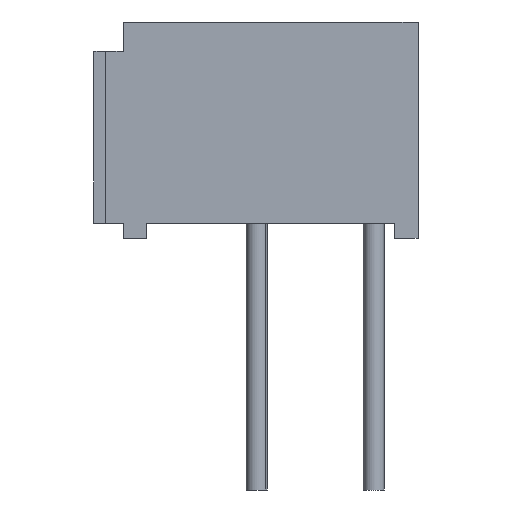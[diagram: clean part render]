
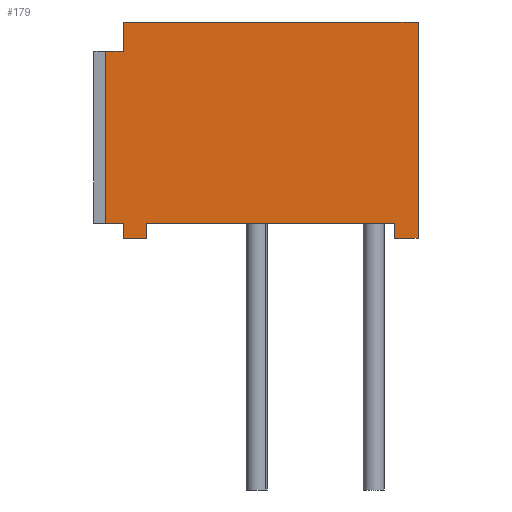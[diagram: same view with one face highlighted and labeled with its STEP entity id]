
A CAD part, left-side view. The second image highlights one B-rep face of the part: STEP entity #179.
In plain terms, the highlighted planar face has unit normal (-1, 0, 0).
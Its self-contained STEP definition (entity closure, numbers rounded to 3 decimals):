
#179=ADVANCED_FACE('',(#827),#828,.F.);
#827=FACE_OUTER_BOUND('',#2024,.T.);
#828=PLANE('',#2025);
#2024=EDGE_LOOP('',(#3890,#3891,#3892,#3893,#3894,#3895,#3896,#3897,#3898,#3899,#3900,#3901));
#2025=AXIS2_PLACEMENT_3D('',#3902,#3903,#3904);
#3890=ORIENTED_EDGE('',*,*,#8654,.T.);
#3891=ORIENTED_EDGE('',*,*,#8655,.T.);
#3892=ORIENTED_EDGE('',*,*,#8656,.T.);
#3893=ORIENTED_EDGE('',*,*,#8657,.T.);
#3894=ORIENTED_EDGE('',*,*,#8658,.T.);
#3895=ORIENTED_EDGE('',*,*,#8659,.T.);
#3896=ORIENTED_EDGE('',*,*,#8660,.T.);
#3897=ORIENTED_EDGE('',*,*,#8661,.T.);
#3898=ORIENTED_EDGE('',*,*,#8662,.T.);
#3899=ORIENTED_EDGE('',*,*,#8663,.T.);
#3900=ORIENTED_EDGE('',*,*,#8341,.F.);
#3901=ORIENTED_EDGE('',*,*,#8653,.F.);
#3902=CARTESIAN_POINT('',(-3.353,0.191,0.495));
#3903=DIRECTION('',(1.0,0.0,0.0));
#3904=DIRECTION('',(0.0,1.0,-0.0));
#8341=EDGE_CURVE('',#10266,#10267,#10268,.T.);
#8653=EDGE_CURVE('',#10875,#10266,#10877,.T.);
#8654=EDGE_CURVE('',#10875,#10878,#10879,.T.);
#8655=EDGE_CURVE('',#10878,#10880,#10881,.T.);
#8656=EDGE_CURVE('',#10880,#10882,#10883,.T.);
#8657=EDGE_CURVE('',#10882,#10884,#10885,.T.);
#8658=EDGE_CURVE('',#10884,#10886,#10887,.T.);
#8659=EDGE_CURVE('',#10886,#10888,#10889,.T.);
#8660=EDGE_CURVE('',#10888,#10890,#10891,.T.);
#8661=EDGE_CURVE('',#10890,#10892,#10893,.T.);
#8662=EDGE_CURVE('',#10892,#10894,#10895,.T.);
#8663=EDGE_CURVE('',#10894,#10267,#10896,.T.);
#10266=VERTEX_POINT('',#13334);
#10267=VERTEX_POINT('',#13335);
#10268=LINE('',#13336,#13337);
#10875=VERTEX_POINT('',#14228);
#10877=LINE('',#14231,#14232);
#10878=VERTEX_POINT('',#14233);
#10879=LINE('',#14234,#14235);
#10880=VERTEX_POINT('',#14236);
#10881=LINE('',#14237,#14238);
#10882=VERTEX_POINT('',#14239);
#10883=LINE('',#14240,#14241);
#10884=VERTEX_POINT('',#14242);
#10885=LINE('',#14243,#14244);
#10886=VERTEX_POINT('',#14245);
#10887=LINE('',#14246,#14247);
#10888=VERTEX_POINT('',#14248);
#10889=LINE('',#14249,#14250);
#10890=VERTEX_POINT('',#14251);
#10891=LINE('',#14252,#14253);
#10892=VERTEX_POINT('',#14254);
#10893=LINE('',#14255,#14256);
#10894=VERTEX_POINT('',#14257);
#10895=LINE('',#14258,#14259);
#10896=LINE('',#14260,#14261);
#13334=CARTESIAN_POINT('',(-3.353,3.2,2.845));
#13335=CARTESIAN_POINT('',(-3.353,-3.2,2.845));
#13336=CARTESIAN_POINT('',(-3.353,3.2,2.845));
#13337=VECTOR('',#17472,6.401);
#14228=CARTESIAN_POINT('',(-3.353,3.2,2.21));
#14231=CARTESIAN_POINT('',(-3.353,3.2,2.21));
#14232=VECTOR('',#17836,0.635);
#14233=CARTESIAN_POINT('',(-3.353,3.581,2.21));
#14234=CARTESIAN_POINT('',(-3.353,3.2,2.21));
#14235=VECTOR('',#17837,0.381);
#14236=CARTESIAN_POINT('',(-3.353,3.581,-1.524));
#14237=CARTESIAN_POINT('',(-3.353,3.581,2.21));
#14238=VECTOR('',#17838,3.734);
#14239=CARTESIAN_POINT('',(-3.353,3.2,-1.524));
#14240=CARTESIAN_POINT('',(-3.353,3.581,-1.524));
#14241=VECTOR('',#17839,0.381);
#14242=CARTESIAN_POINT('',(-3.353,3.2,-1.854));
#14243=CARTESIAN_POINT('',(-3.353,3.2,-1.524));
#14244=VECTOR('',#17840,0.33);
#14245=CARTESIAN_POINT('',(-3.353,2.692,-1.854));
#14246=CARTESIAN_POINT('',(-3.353,3.2,-1.854));
#14247=VECTOR('',#17841,0.508);
#14248=CARTESIAN_POINT('',(-3.353,2.692,-1.524));
#14249=CARTESIAN_POINT('',(-3.353,2.692,-1.854));
#14250=VECTOR('',#17842,0.33);
#14251=CARTESIAN_POINT('',(-3.353,-2.692,-1.524));
#14252=CARTESIAN_POINT('',(-3.353,2.692,-1.524));
#14253=VECTOR('',#17843,5.385);
#14254=CARTESIAN_POINT('',(-3.353,-2.692,-1.854));
#14255=CARTESIAN_POINT('',(-3.353,-2.692,-1.524));
#14256=VECTOR('',#17844,0.33);
#14257=CARTESIAN_POINT('',(-3.353,-3.2,-1.854));
#14258=CARTESIAN_POINT('',(-3.353,-2.692,-1.854));
#14259=VECTOR('',#17845,0.508);
#14260=CARTESIAN_POINT('',(-3.353,-3.2,-1.854));
#14261=VECTOR('',#17846,4.699);
#17472=DIRECTION('',(0.0,-1.0,0.0));
#17836=DIRECTION('',(0.0,0.0,1.0));
#17837=DIRECTION('',(0.0,1.0,0.0));
#17838=DIRECTION('',(0.0,0.0,-1.0));
#17839=DIRECTION('',(0.0,-1.0,0.0));
#17840=DIRECTION('',(0.0,0.0,-1.0));
#17841=DIRECTION('',(0.0,-1.0,0.0));
#17842=DIRECTION('',(0.0,0.0,1.0));
#17843=DIRECTION('',(0.0,-1.0,0.0));
#17844=DIRECTION('',(0.0,0.0,-1.0));
#17845=DIRECTION('',(0.0,-1.0,0.0));
#17846=DIRECTION('',(0.0,0.0,1.0));
